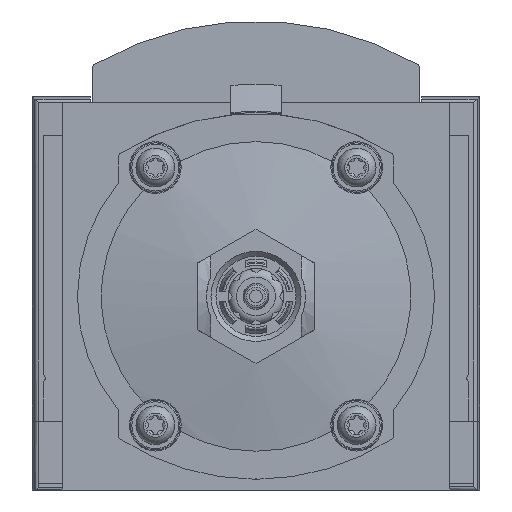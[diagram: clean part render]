
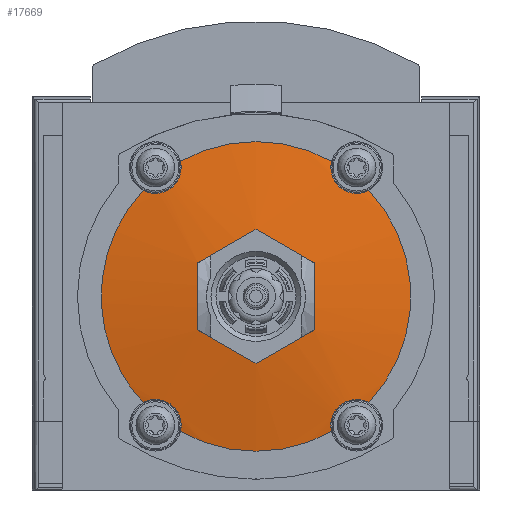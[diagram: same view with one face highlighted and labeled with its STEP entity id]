
A CAD part, front view. The second image highlights one B-rep face of the part: STEP entity #17669.
In plain terms, the highlighted spherical face has radius 160 mm.
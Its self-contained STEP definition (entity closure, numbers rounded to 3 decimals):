
#85=SPHERICAL_SURFACE('',#18650,160.);
#3410=B_SPLINE_CURVE_WITH_KNOTS('',3,(#25233,#25234,#25235,#25236,#25237,
#25238,#25239),.UNSPECIFIED.,.F.,.F.,(4,1,1,1,4),(0.,0.003,
0.007,0.01,0.014),
 .UNSPECIFIED.);
#3411=B_SPLINE_CURVE_WITH_KNOTS('',3,(#25243,#25244,#25245,#25246,#25247,
#25248,#25249),.UNSPECIFIED.,.F.,.F.,(4,1,1,1,4),(0.,0.003,
0.007,0.01,0.014),.UNSPECIFIED.);
#3412=B_SPLINE_CURVE_WITH_KNOTS('',3,(#25253,#25254,#25255,#25256,#25257,
#25258,#25259),.UNSPECIFIED.,.F.,.F.,(4,1,1,1,4),(0.,0.003,
0.007,0.01,0.014),
 .UNSPECIFIED.);
#3413=B_SPLINE_CURVE_WITH_KNOTS('',3,(#25263,#25264,#25265,#25266,#25267,
#25268,#25269),.UNSPECIFIED.,.F.,.F.,(4,1,1,1,4),(0.,0.003,
0.007,0.01,0.014),
 .UNSPECIFIED.);
#3808=ORIENTED_EDGE('',*,*,#7849,.F.);
#3809=ORIENTED_EDGE('',*,*,#7850,.T.);
#3810=ORIENTED_EDGE('',*,*,#7851,.F.);
#3811=ORIENTED_EDGE('',*,*,#7852,.T.);
#3812=ORIENTED_EDGE('',*,*,#7853,.F.);
#3813=ORIENTED_EDGE('',*,*,#7854,.T.);
#3814=ORIENTED_EDGE('',*,*,#7855,.F.);
#3815=ORIENTED_EDGE('',*,*,#7856,.T.);
#3816=ORIENTED_EDGE('',*,*,#7857,.F.);
#3817=ORIENTED_EDGE('',*,*,#7858,.F.);
#3818=ORIENTED_EDGE('',*,*,#7859,.F.);
#3819=ORIENTED_EDGE('',*,*,#7860,.F.);
#3820=ORIENTED_EDGE('',*,*,#7861,.F.);
#3821=ORIENTED_EDGE('',*,*,#7862,.F.);
#7849=EDGE_CURVE('',#9833,#9834,#11124,.T.);
#7850=EDGE_CURVE('',#9833,#9835,#3410,.T.);
#7851=EDGE_CURVE('',#9836,#9835,#11125,.T.);
#7852=EDGE_CURVE('',#9836,#9837,#3411,.T.);
#7853=EDGE_CURVE('',#9838,#9837,#11126,.T.);
#7854=EDGE_CURVE('',#9838,#9839,#3412,.T.);
#7855=EDGE_CURVE('',#9840,#9839,#11127,.T.);
#7856=EDGE_CURVE('',#9840,#9834,#3413,.T.);
#7857=EDGE_CURVE('',#9841,#9842,#11128,.F.);
#7858=EDGE_CURVE('',#9843,#9841,#11129,.F.);
#7859=EDGE_CURVE('',#9844,#9843,#11130,.F.);
#7860=EDGE_CURVE('',#9845,#9844,#11131,.F.);
#7861=EDGE_CURVE('',#9846,#9845,#11132,.F.);
#7862=EDGE_CURVE('',#9842,#9846,#11133,.F.);
#9833=VERTEX_POINT('',#25231);
#9834=VERTEX_POINT('',#25232);
#9835=VERTEX_POINT('',#25240);
#9836=VERTEX_POINT('',#25242);
#9837=VERTEX_POINT('',#25250);
#9838=VERTEX_POINT('',#25252);
#9839=VERTEX_POINT('',#25260);
#9840=VERTEX_POINT('',#25262);
#9841=VERTEX_POINT('',#25271);
#9842=VERTEX_POINT('',#25272);
#9843=VERTEX_POINT('',#25274);
#9844=VERTEX_POINT('',#25276);
#9845=VERTEX_POINT('',#25278);
#9846=VERTEX_POINT('',#25280);
#11124=CIRCLE('',#18651,35.989);
#11125=CIRCLE('',#18652,35.989);
#11126=CIRCLE('',#18653,35.989);
#11127=CIRCLE('',#18654,35.989);
#11128=CIRCLE('',#18655,159.429);
#11129=CIRCLE('',#18656,159.429);
#11130=CIRCLE('',#18657,159.429);
#11131=CIRCLE('',#18658,159.429);
#11132=CIRCLE('',#18659,159.429);
#11133=CIRCLE('',#18660,159.429);
#11742=EDGE_LOOP('',(#3808,#3809,#3810,#3811,#3812,#3813,#3814,#3815));
#11743=EDGE_LOOP('',(#3816,#3817,#3818,#3819,#3820,#3821));
#12846=FACE_BOUND('',#11742,.T.);
#12847=FACE_BOUND('',#11743,.T.);
#17669=ADVANCED_FACE('',(#12846,#12847),#85,.T.);
#18650=AXIS2_PLACEMENT_3D('',#25229,#20391,#20392);
#18651=AXIS2_PLACEMENT_3D('',#25230,#20393,#20394);
#18652=AXIS2_PLACEMENT_3D('',#25241,#20395,#20396);
#18653=AXIS2_PLACEMENT_3D('',#25251,#20397,#20398);
#18654=AXIS2_PLACEMENT_3D('',#25261,#20399,#20400);
#18655=AXIS2_PLACEMENT_3D('',#25270,#20401,#20402);
#18656=AXIS2_PLACEMENT_3D('',#25273,#20403,#20404);
#18657=AXIS2_PLACEMENT_3D('',#25275,#20405,#20406);
#18658=AXIS2_PLACEMENT_3D('',#25277,#20407,#20408);
#18659=AXIS2_PLACEMENT_3D('',#25279,#20409,#20410);
#18660=AXIS2_PLACEMENT_3D('',#25281,#20411,#20412);
#20391=DIRECTION('',(0.,-1.,0.));
#20392=DIRECTION('',(-1.,0.,0.));
#20393=DIRECTION('',(0.,1.,0.));
#20394=DIRECTION('',(0.,0.,1.));
#20395=DIRECTION('',(0.,1.,0.));
#20396=DIRECTION('',(0.,0.,1.));
#20397=DIRECTION('',(0.,1.,0.));
#20398=DIRECTION('',(0.,0.,1.));
#20399=DIRECTION('',(0.,1.,0.));
#20400=DIRECTION('',(0.,0.,1.));
#20401=DIRECTION('',(0.5,0.,0.866));
#20402=DIRECTION('',(0.866,0.,-0.5));
#20403=DIRECTION('',(1.,0.,0.));
#20404=DIRECTION('',(0.,0.,-1.));
#20405=DIRECTION('',(0.5,0.,-0.866));
#20406=DIRECTION('',(-0.866,0.,-0.5));
#20407=DIRECTION('',(-0.5,0.,-0.866));
#20408=DIRECTION('',(-0.866,0.,0.5));
#20409=DIRECTION('',(-1.,0.,0.));
#20410=DIRECTION('',(0.,0.,1.));
#20411=DIRECTION('',(-0.5,0.,0.866));
#20412=DIRECTION('',(0.866,0.,0.5));
#25229=CARTESIAN_POINT('',(0.,-262.6,0.));
#25230=CARTESIAN_POINT('',(0.,-418.5,0.));
#25231=CARTESIAN_POINT('',(26.22,-418.5,24.651));
#25232=CARTESIAN_POINT('',(26.22,-418.5,-24.651));
#25233=CARTESIAN_POINT('',(26.22,-418.5,24.651));
#25234=CARTESIAN_POINT('',(25.208,-418.756,24.111));
#25235=CARTESIAN_POINT('',(22.893,-419.195,23.624));
#25236=CARTESIAN_POINT('',(19.485,-419.453,24.936));
#25237=CARTESIAN_POINT('',(17.386,-419.196,27.922));
#25238=CARTESIAN_POINT('',(17.296,-418.756,30.292));
#25239=CARTESIAN_POINT('',(17.576,-418.5,31.405));
#25240=CARTESIAN_POINT('',(17.576,-418.5,31.405));
#25241=CARTESIAN_POINT('',(0.,-418.5,0.));
#25242=CARTESIAN_POINT('',(-17.576,-418.5,31.405));
#25243=CARTESIAN_POINT('',(-17.576,-418.5,31.405));
#25244=CARTESIAN_POINT('',(-17.296,-418.756,30.292));
#25245=CARTESIAN_POINT('',(-17.384,-419.195,27.929));
#25246=CARTESIAN_POINT('',(-19.481,-419.453,24.939));
#25247=CARTESIAN_POINT('',(-22.886,-419.196,23.624));
#25248=CARTESIAN_POINT('',(-25.208,-418.756,24.111));
#25249=CARTESIAN_POINT('',(-26.22,-418.5,24.651));
#25250=CARTESIAN_POINT('',(-26.22,-418.5,24.651));
#25251=CARTESIAN_POINT('',(0.,-418.5,0.));
#25252=CARTESIAN_POINT('',(-26.22,-418.5,-24.651));
#25253=CARTESIAN_POINT('',(-26.22,-418.5,-24.651));
#25254=CARTESIAN_POINT('',(-25.208,-418.756,-24.111));
#25255=CARTESIAN_POINT('',(-22.893,-419.195,-23.624));
#25256=CARTESIAN_POINT('',(-19.485,-419.453,-24.936));
#25257=CARTESIAN_POINT('',(-17.386,-419.196,-27.922));
#25258=CARTESIAN_POINT('',(-17.296,-418.756,-30.292));
#25259=CARTESIAN_POINT('',(-17.576,-418.5,-31.405));
#25260=CARTESIAN_POINT('',(-17.576,-418.5,-31.405));
#25261=CARTESIAN_POINT('',(0.,-418.5,0.));
#25262=CARTESIAN_POINT('',(17.576,-418.5,-31.405));
#25263=CARTESIAN_POINT('',(17.576,-418.5,-31.405));
#25264=CARTESIAN_POINT('',(17.296,-418.756,-30.292));
#25265=CARTESIAN_POINT('',(17.384,-419.195,-27.929));
#25266=CARTESIAN_POINT('',(19.481,-419.453,-24.939));
#25267=CARTESIAN_POINT('',(22.886,-419.196,-23.624));
#25268=CARTESIAN_POINT('',(25.208,-418.756,-24.111));
#25269=CARTESIAN_POINT('',(26.22,-418.5,-24.651));
#25270=CARTESIAN_POINT('',(6.75,-262.6,11.691));
#25271=CARTESIAN_POINT('',(13.5,-421.839,7.794));
#25272=CARTESIAN_POINT('',(0.,-421.839,15.588));
#25273=CARTESIAN_POINT('',(13.5,-262.6,0.));
#25274=CARTESIAN_POINT('',(13.5,-421.839,-7.794));
#25275=CARTESIAN_POINT('',(6.75,-262.6,-11.691));
#25276=CARTESIAN_POINT('',(0.,-421.839,-15.588));
#25277=CARTESIAN_POINT('',(-6.75,-262.6,-11.691));
#25278=CARTESIAN_POINT('',(-13.5,-421.839,-7.794));
#25279=CARTESIAN_POINT('',(-13.5,-262.6,0.));
#25280=CARTESIAN_POINT('',(-13.5,-421.839,7.794));
#25281=CARTESIAN_POINT('',(-6.75,-262.6,11.691));
